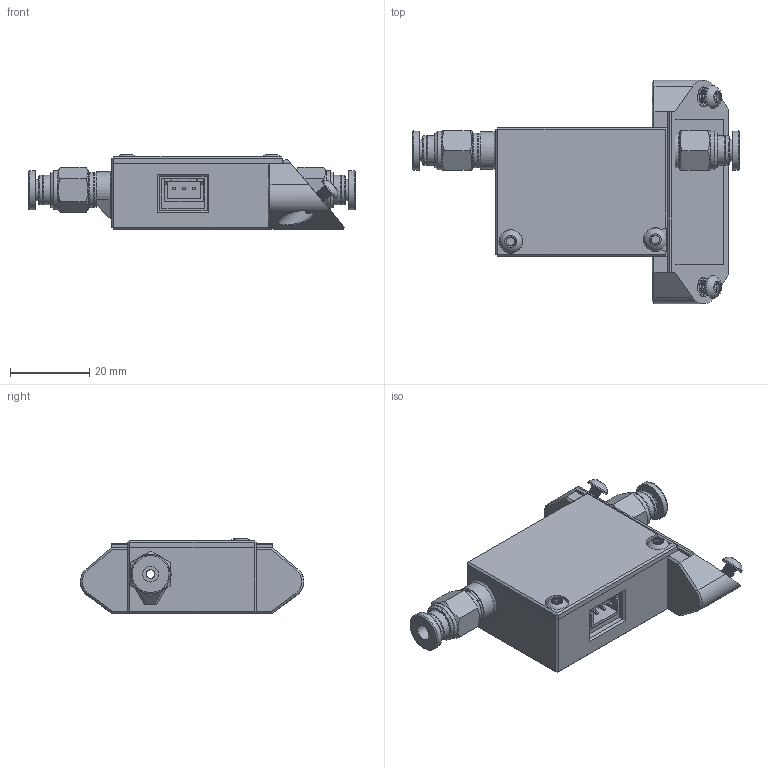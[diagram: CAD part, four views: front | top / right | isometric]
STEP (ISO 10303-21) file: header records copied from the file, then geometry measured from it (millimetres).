
FILE_DESCRIPTION(/* description */ (''),/* implementation_level */ '2;1');
FILE_NAME(/* name */ 'ef417c9b-1d8b-42cd-bab6-f9c9f86adae8.stp',/* time_stamp */ '2021-01-26T11:50:28+00:00',/* author */ (''),/* organization */ (''),/* preprocessor_version */ 'ST-DEVELOPER v18.1',/* originating_system */ 'Autodesk Translation Framework v9.7.1.1290',/* authorisation */ '');
FILE_SCHEMA (('AUTOMOTIVE_DESIGN { 1 0 10303 214 3 1 1 }'));
Length unit declared in the file: millimetre
Products named in the file (8): Filament Inlet; Filament_Sensor_1.75mm v2; Inlet Casing; PC4-M6; M3 Threaded Insert; M3x6 BHCS; M3x8 BHCS; Inlet Lid
Assembly tree (13 placements, depth 2):
  Filament Inlet
    Filament_Sensor_1.75mm v2
    Inlet Casing
    PC4-M6  x2
    M3 Threaded Insert  x4
    M3x6 BHCS  x2
    M3x8 BHCS  x2
    Inlet Lid
Bounding box: 82.4 x 56.39 x 18.85 mm (x, y, z)
Volume: 28010.8 mm3; surface area: 22074.8 mm2
Topology: 13 solids, 33 shells, 1310 faces, 3397 edges, 2201 vertices
Faces by surface type: plane 471, bspline 371, cylinder 366, cone 69, sphere 20, torus 13
Full cylindrical faces by diameter (mm): 1 x1, 2.2 x2, 2.35 x56, 2.9 x4, 3 x54, 3.3 x2, 3.4 x2, 4 x2, 4.2 x5, 4.25 x4, 4.6 x4, 4.8 x4, 4.917 x6, 5.4 x2, 5.7 x4, 5.8 x2, 6 x7, 7.5 x4, 8.8 x4, 9.7 x2, 9.9 x2
Entity records: 32841 total; most frequent: CARTESIAN_POINT 14475, ORIENTED_EDGE 3960, DIRECTION 3350, EDGE_CURVE 1980, VERTEX_POINT 1270, LINE 1162, VECTOR 1162, AXIS2_PLACEMENT_3D 1094
